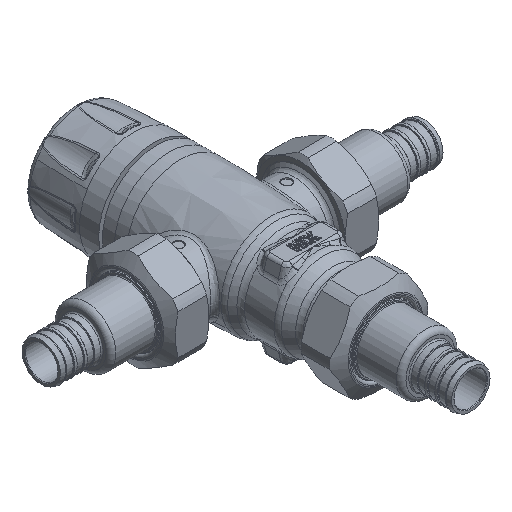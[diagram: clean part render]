
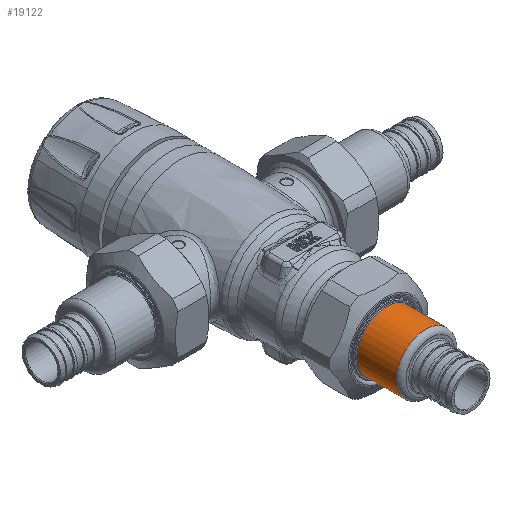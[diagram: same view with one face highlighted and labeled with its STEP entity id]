
A CAD part, isometric view. The second image highlights one B-rep face of the part: STEP entity #19122.
In plain terms, the highlighted cylindrical face has radius 12.192 mm (diameter 24.384 mm), a full revolution.
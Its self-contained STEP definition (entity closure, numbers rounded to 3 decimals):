
#2329=FACE_OUTER_BOUND('',#3576,.T.);
#3576=EDGE_LOOP('',(#16285,#16286,#16287,#16288,#16289,#16290));
#4637=CIRCLE('',#21108,12.192);
#4638=CIRCLE('',#21109,12.192);
#4640=CIRCLE('',#21113,12.192);
#4641=CIRCLE('',#21114,12.192);
#5475=LINE('',#85440,#6259);
#6259=VECTOR('',#25709,12.192);
#8360=VERTEX_POINT('',#85428);
#8361=VERTEX_POINT('',#85430);
#8363=VERTEX_POINT('',#85437);
#8364=VERTEX_POINT('',#85438);
#11014=EDGE_CURVE('',#8360,#8361,#4637,.T.);
#11015=EDGE_CURVE('',#8361,#8360,#4638,.T.);
#11017=EDGE_CURVE('',#8363,#8364,#4640,.T.);
#11018=EDGE_CURVE('',#8363,#8361,#5475,.T.);
#11019=EDGE_CURVE('',#8364,#8363,#4641,.T.);
#16285=ORIENTED_EDGE('',*,*,#11017,.F.);
#16286=ORIENTED_EDGE('',*,*,#11018,.T.);
#16287=ORIENTED_EDGE('',*,*,#11014,.F.);
#16288=ORIENTED_EDGE('',*,*,#11015,.F.);
#16289=ORIENTED_EDGE('',*,*,#11018,.F.);
#16290=ORIENTED_EDGE('',*,*,#11019,.F.);
#16909=CYLINDRICAL_SURFACE('',#21112,12.192);
#19122=ADVANCED_FACE('',(#2329),#16909,.T.);
#21108=AXIS2_PLACEMENT_3D('',#85431,#25697,#25698);
#21109=AXIS2_PLACEMENT_3D('',#85432,#25699,#25700);
#21112=AXIS2_PLACEMENT_3D('',#85436,#25705,#25706);
#21113=AXIS2_PLACEMENT_3D('',#85439,#25707,#25708);
#21114=AXIS2_PLACEMENT_3D('',#85441,#25710,#25711);
#25697=DIRECTION('center_axis',(0.,0.,1.));
#25698=DIRECTION('ref_axis',(1.,0.,0.));
#25699=DIRECTION('center_axis',(0.,0.,1.));
#25700=DIRECTION('ref_axis',(1.,0.,0.));
#25705=DIRECTION('center_axis',(0.,0.,-1.));
#25706=DIRECTION('ref_axis',(1.,0.,0.));
#25707=DIRECTION('center_axis',(0.,0.,-1.));
#25708=DIRECTION('ref_axis',(1.,0.,0.));
#25709=DIRECTION('',(0.,0.,1.));
#25710=DIRECTION('center_axis',(0.,0.,-1.));
#25711=DIRECTION('ref_axis',(1.,0.,0.));
#85428=CARTESIAN_POINT('',(12.192,0.,-7.818));
#85430=CARTESIAN_POINT('',(-12.192,0.,-7.818));
#85431=CARTESIAN_POINT('Origin',(0.,0.,-7.818));
#85432=CARTESIAN_POINT('Origin',(0.,0.,-7.818));
#85436=CARTESIAN_POINT('Origin',(0.,0.,-3.5));
#85437=CARTESIAN_POINT('',(-12.192,0.,-24.168));
#85438=CARTESIAN_POINT('',(12.192,0.,-24.168));
#85439=CARTESIAN_POINT('Origin',(0.,0.,-24.168));
#85440=CARTESIAN_POINT('',(-12.192,0.,-3.5));
#85441=CARTESIAN_POINT('Origin',(0.,0.,-24.168));
